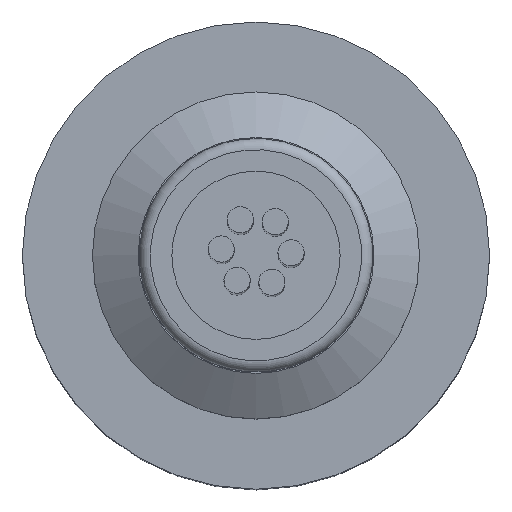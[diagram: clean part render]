
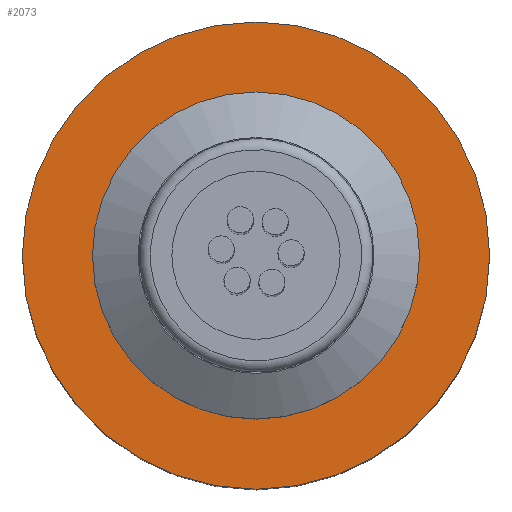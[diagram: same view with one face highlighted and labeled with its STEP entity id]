
A CAD part, top view. The second image highlights one B-rep face of the part: STEP entity #2073.
In plain terms, the highlighted planar face has unit normal (0, 0, 1).
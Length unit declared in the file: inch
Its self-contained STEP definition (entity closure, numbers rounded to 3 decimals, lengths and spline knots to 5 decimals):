
#140=FACE_BOUND('',#387,.T.);
#153=PLANE('',#2280);
#253=FACE_OUTER_BOUND('',#386,.T.);
#386=EDGE_LOOP('',(#1635,#1636));
#387=EDGE_LOOP('',(#1637,#1638));
#880=CIRCLE('',#2264,0.4375);
#881=CIRCLE('',#2265,0.4375);
#884=CIRCLE('',#2269,0.625);
#885=CIRCLE('',#2270,0.625);
#949=VERTEX_POINT('',#2957);
#950=VERTEX_POINT('',#2958);
#953=VERTEX_POINT('',#2967);
#954=VERTEX_POINT('',#2969);
#1181=EDGE_CURVE('',#949,#950,#880,.T.);
#1182=EDGE_CURVE('',#950,#949,#881,.T.);
#1187=EDGE_CURVE('',#953,#954,#884,.T.);
#1188=EDGE_CURVE('',#954,#953,#885,.T.);
#1635=ORIENTED_EDGE('',*,*,#1188,.F.);
#1636=ORIENTED_EDGE('',*,*,#1187,.F.);
#1637=ORIENTED_EDGE('',*,*,#1181,.T.);
#1638=ORIENTED_EDGE('',*,*,#1182,.T.);
#2073=ADVANCED_FACE('',(#253,#140),#153,.F.);
#2264=AXIS2_PLACEMENT_3D('',#2959,#2506,#2507);
#2265=AXIS2_PLACEMENT_3D('',#2960,#2508,#2509);
#2269=AXIS2_PLACEMENT_3D('',#2970,#2518,#2519);
#2270=AXIS2_PLACEMENT_3D('',#2971,#2520,#2521);
#2280=AXIS2_PLACEMENT_3D('',#3790,#2591,#2592);
#2506=DIRECTION('center_axis',(0.,0.,
-1.));
#2507=DIRECTION('ref_axis',(0.,1.,0.));
#2508=DIRECTION('center_axis',(0.,0.,
-1.));
#2509=DIRECTION('ref_axis',(0.,1.,0.));
#2518=DIRECTION('center_axis',(0.,0.,
-1.));
#2519=DIRECTION('ref_axis',(0.,1.,0.));
#2520=DIRECTION('center_axis',(0.,0.,
-1.));
#2521=DIRECTION('ref_axis',(0.,1.,0.));
#2591=DIRECTION('center_axis',(0.,0.,
-1.));
#2592=DIRECTION('ref_axis',(0.,1.,0.));
#2957=CARTESIAN_POINT('',(0.1359,0.69266,1.125));
#2958=CARTESIAN_POINT('',(0.1359,-0.18234,1.125));
#2959=CARTESIAN_POINT('Origin',(0.1359,0.25516,1.125));
#2960=CARTESIAN_POINT('Origin',(0.1359,0.25516,1.125));
#2967=CARTESIAN_POINT('',(0.1359,-0.36984,1.125));
#2969=CARTESIAN_POINT('',(0.1359,0.88016,1.125));
#2970=CARTESIAN_POINT('Origin',(0.1359,0.25516,1.125));
#2971=CARTESIAN_POINT('Origin',(0.1359,0.25516,1.125));
#3790=CARTESIAN_POINT('Origin',(0.1359,-0.36984,1.125));
